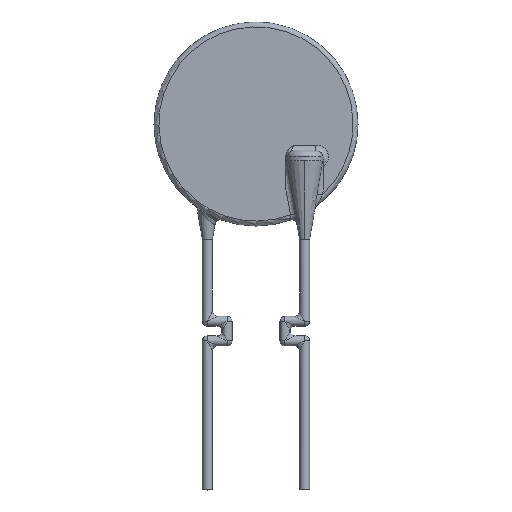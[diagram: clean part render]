
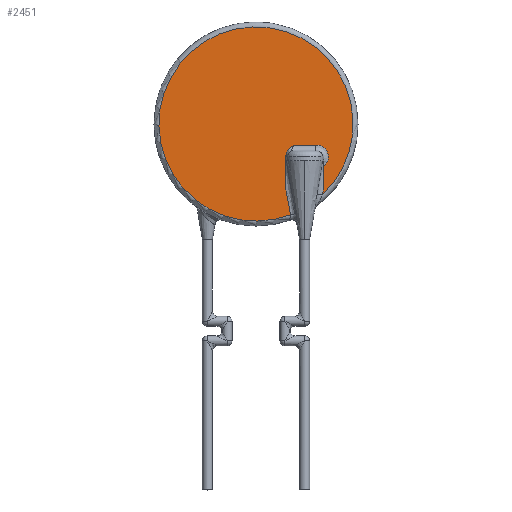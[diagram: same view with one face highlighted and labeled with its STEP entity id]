
A CAD part, top view. The second image highlights one B-rep face of the part: STEP entity #2451.
In plain terms, the highlighted planar face has unit normal (0, 0, 1).
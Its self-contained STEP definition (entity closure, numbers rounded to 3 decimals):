
#251=DIRECTION('',(0.,1.,0.));
#252=VECTOR('',#251,1.767);
#253=CARTESIAN_POINT('',(1.528,-3.364,0.6));
#254=LINE('',#253,#252);
#255=CARTESIAN_POINT('',(1.528,-1.598,0.6));
#289=CARTESIAN_POINT('',(1.761,-4.626,0.6));
#290=CARTESIAN_POINT('',(1.741,-4.519,0.6));
#291=CARTESIAN_POINT('',(1.701,-4.307,0.6));
#292=CARTESIAN_POINT('',(1.642,-3.989,0.6));
#293=CARTESIAN_POINT('',(1.585,-3.677,0.6));
#294=CARTESIAN_POINT('',(1.547,-3.469,0.6));
#295=CARTESIAN_POINT('',(1.528,-3.364,0.6));
#297=CARTESIAN_POINT('',(3.428,-3.364,0.6));
#298=CARTESIAN_POINT('',(3.42,-3.406,0.6));
#299=CARTESIAN_POINT('',(3.405,-3.489,0.6));
#300=CARTESIAN_POINT('',(3.39,-3.572,0.6));
#301=CARTESIAN_POINT('',(3.382,-3.614,0.6));
#303=DIRECTION('',(0.,1.,0.));
#304=VECTOR('',#303,1.196);
#305=CARTESIAN_POINT('',(3.428,-3.364,0.6));
#306=LINE('',#305,#304);
#307=CARTESIAN_POINT('',(3.055,-1.078,0.6));
#308=CARTESIAN_POINT('',(3.079,-1.078,0.6));
#309=CARTESIAN_POINT('',(3.13,-1.08,0.6));
#310=CARTESIAN_POINT('',(3.219,-1.095,0.6));
#311=CARTESIAN_POINT('',(3.315,-1.125,0.6));
#312=CARTESIAN_POINT('',(3.407,-1.171,0.6));
#313=CARTESIAN_POINT('',(3.488,-1.231,0.6));
#314=CARTESIAN_POINT('',(3.558,-1.302,0.6));
#315=CARTESIAN_POINT('',(3.615,-1.383,0.6));
#316=CARTESIAN_POINT('',(3.657,-1.472,0.6));
#317=CARTESIAN_POINT('',(3.683,-1.567,0.6));
#318=CARTESIAN_POINT('',(3.694,-1.664,0.6));
#319=CARTESIAN_POINT('',(3.688,-1.761,0.6));
#320=CARTESIAN_POINT('',(3.666,-1.857,0.6));
#321=CARTESIAN_POINT('',(3.628,-1.948,0.6));
#322=CARTESIAN_POINT('',(3.576,-2.032,0.6));
#323=CARTESIAN_POINT('',(3.509,-2.107,0.6));
#324=CARTESIAN_POINT('',(3.456,-2.149,0.6));
#325=CARTESIAN_POINT('',(3.428,-2.168,0.6));
#327=DIRECTION('',(-1.,0.,0.));
#328=VECTOR('',#327,1.153);
#329=CARTESIAN_POINT('',(3.055,-1.078,0.6));
#330=LINE('',#329,#328);
#331=CARTESIAN_POINT('',(1.901,-1.078,0.6));
#332=CARTESIAN_POINT('',(1.878,-1.102,0.6));
#333=CARTESIAN_POINT('',(1.826,-1.147,0.6));
#334=CARTESIAN_POINT('',(1.733,-1.221,0.6));
#335=CARTESIAN_POINT('',(1.656,-1.293,0.6));
#336=CARTESIAN_POINT('',(1.595,-1.371,0.6));
#337=CARTESIAN_POINT('',(1.555,-1.448,0.6));
#338=CARTESIAN_POINT('',(1.533,-1.524,0.6));
#339=CARTESIAN_POINT('',(1.528,-1.573,0.6));
#340=CARTESIAN_POINT('',(1.528,-1.598,0.6));
#554=CARTESIAN_POINT('',(3.382,-3.614,0.6));
#574=CARTESIAN_POINT('',(0.,0.,0.6));
#575=DIRECTION('',(0.,0.,1.));
#576=DIRECTION('',(0.683,-0.73,0.));
#577=AXIS2_PLACEMENT_3D('',#574,#575,#576);
#1907=CARTESIAN_POINT('',(3.055,-1.078,
0.6));
#1908=CARTESIAN_POINT('',(1.901,-1.078,0.6));
#1909=VERTEX_POINT('',#1907);
#1910=VERTEX_POINT('',#1908);
#1911=VERTEX_POINT('',#255);
#1928=VERTEX_POINT('',#289);
#1929=VERTEX_POINT('',#295);
#1937=VERTEX_POINT('',#554);
#1938=VERTEX_POINT('',#297);
#1942=CARTESIAN_POINT('',(3.428,-2.168,
0.6));
#1943=VERTEX_POINT('',#1942);
#2432=CARTESIAN_POINT('',(0.,0.,0.6));
#2433=DIRECTION('',(0.,0.,1.));
#2434=DIRECTION('',(1.,0.,0.));
#2435=AXIS2_PLACEMENT_3D('',#2432,#2433,#2434);
#2436=PLANE('',#2435);
#2438=ORIENTED_EDGE('',*,*,#2437,.F.);
#2440=ORIENTED_EDGE('',*,*,#2439,.F.);
#2442=ORIENTED_EDGE('',*,*,#2441,.F.);
#2443=ORIENTED_EDGE('',*,*,#2314,.T.);
#2444=ORIENTED_EDGE('',*,*,#2413,.F.);
#2445=ORIENTED_EDGE('',*,*,#2423,.T.);
#2447=ORIENTED_EDGE('',*,*,#2446,.T.);
#2448=ORIENTED_EDGE('',*,*,#2324,.F.);
#2449=EDGE_LOOP('',(#2438,#2440,#2442,#2443,#2444,#2445,#2447,#2448));
#2450=FACE_OUTER_BOUND('',#2449,.F.);
#296=B_SPLINE_CURVE_WITH_KNOTS('',3,(#289,#290,#291,#292,#293,#294,#295),
.UNSPECIFIED.,.F.,.F.,(4,1,1,1,4),(0.,0.25,0.5,0.75,1.),
.UNSPECIFIED.);
#302=B_SPLINE_CURVE_WITH_KNOTS('',3,(#297,#298,#299,#300,#301),.UNSPECIFIED.,
.F.,.F.,(4,1,4),(0.,0.5,1.),.UNSPECIFIED.);
#326=B_SPLINE_CURVE_WITH_KNOTS('',3,(#307,#308,#309,#310,#311,#312,#313,#314,
#315,#316,#317,#318,#319,#320,#321,#322,#323,#324,#325),.UNSPECIFIED.,.F.,.F.,
(4,1,1,1,1,1,1,1,1,1,1,1,1,1,1,1,4),(0.,0.063,0.125,0.188,0.25,
0.313,0.375,0.438,0.5,0.563,0.625,0.688,0.75,0.813,
0.875,0.938,1.),.UNSPECIFIED.);
#341=B_SPLINE_CURVE_WITH_KNOTS('',3,(#331,#332,#333,#334,#335,#336,#337,#338,
#339,#340),.UNSPECIFIED.,.F.,.F.,(4,1,1,1,1,1,1,4),(0.,0.143,
0.286,0.429,0.571,0.714,
0.857,1.),.UNSPECIFIED.);
#578=CIRCLE('',#577,4.95);
#2314=EDGE_CURVE('',#1938,#1943,#306,.T.);
#2324=EDGE_CURVE('',#1929,#1911,#254,.T.);
#2413=EDGE_CURVE('',#1909,#1943,#326,.T.);
#2423=EDGE_CURVE('',#1909,#1910,#330,.T.);
#2437=EDGE_CURVE('',#1928,#1929,#296,.T.);
#2439=EDGE_CURVE('',#1937,#1928,#578,.T.);
#2441=EDGE_CURVE('',#1938,#1937,#302,.T.);
#2446=EDGE_CURVE('',#1910,#1911,#341,.T.);
#2451=ADVANCED_FACE('',(#2450),#2436,.T.);
